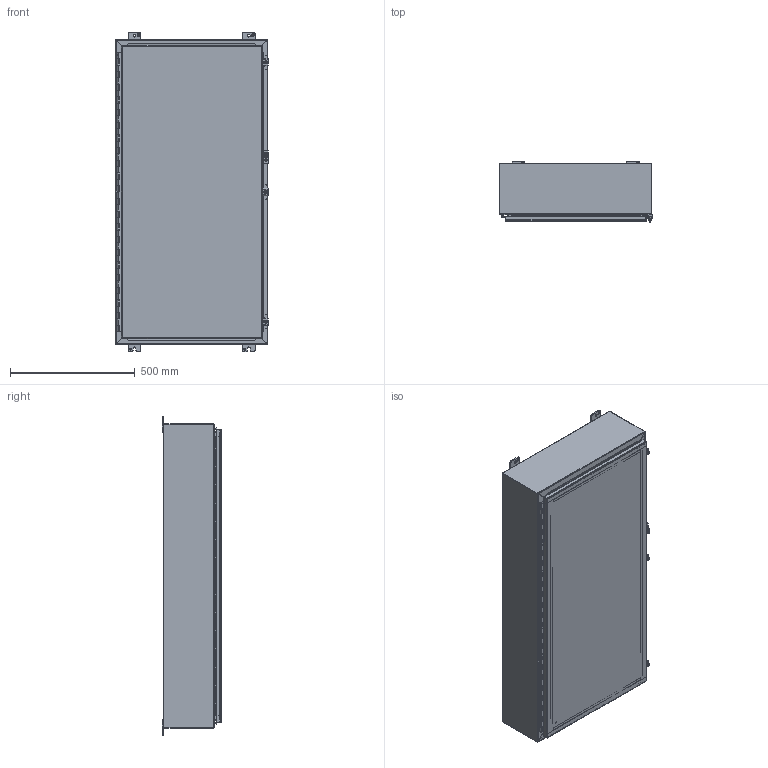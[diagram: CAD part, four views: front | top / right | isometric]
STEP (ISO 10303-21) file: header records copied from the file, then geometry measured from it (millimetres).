
FILE_DESCRIPTION (( 'STEP AP203' ), '1' );
FILE_NAME ('1418Q8_Default.step', '2019-11-02T18:37:10', ( '' ), ( '' ), 'SwSTEP 2.0', 'SolidWorks 2019', '' );
FILE_SCHEMA (( 'CONFIG_CONTROL_DESIGN' ));
Length unit declared in the file: inch
Products named in the file (1): 1418Q8_Default
Bounding box: 612.77 x 239.7 x 1276.35 mm (x, y, z)
Volume: 6553740.3 mm3; surface area: 6665094.7 mm2
Topology: 48 solids, 48 shells, 1588 faces, 4164 edges, 2712 vertices
Faces by surface type: plane 919, cylinder 575, bspline 80, cone 14
Entity records: 51267 total; most frequent: CARTESIAN_POINT 11651, ORIENTED_EDGE 8328, DIRECTION 8142, EDGE_CURVE 4164, VECTOR 2812, LINE 2812, VERTEX_POINT 2712, AXIS2_PLACEMENT_3D 2665
